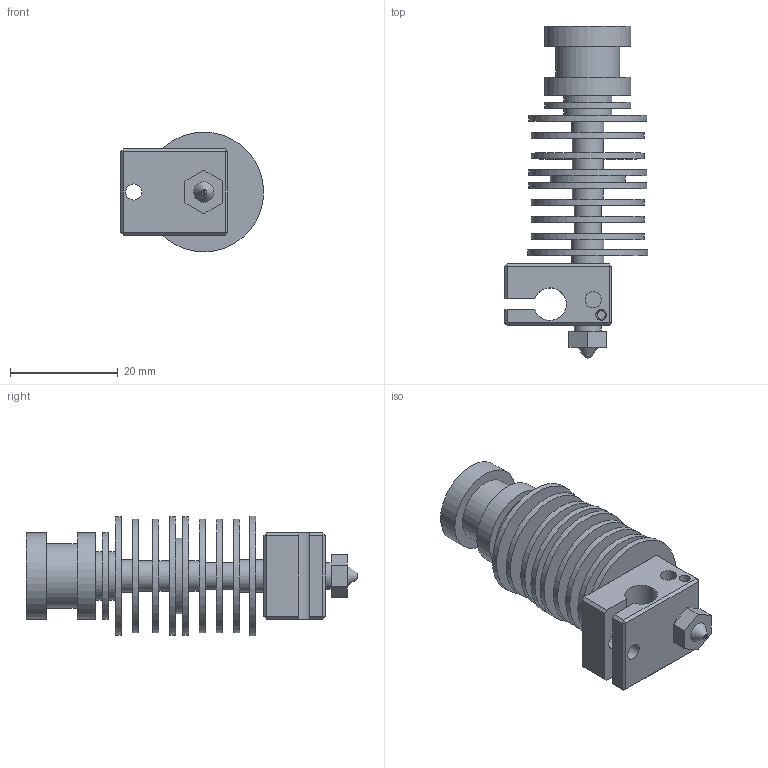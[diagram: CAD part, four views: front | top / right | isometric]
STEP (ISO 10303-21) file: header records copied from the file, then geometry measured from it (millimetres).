
FILE_DESCRIPTION((''),'2;1');
FILE_NAME('mylite6.stp','2016-08-13T16:48:34',('LAPIS-FB'),(''),'Autodesk Inventor 2013','Autodesk Inventor 2013','');
FILE_SCHEMA(('AUTOMOTIVE_DESIGN { 1 0 10303 214 1 1 1 1 }'));
Length unit declared in the file: millimetre
Products named in the file (3): Assembly1; parte_sotto_lite6; corpo_lite6
Assembly tree (2 placements, depth 2):
  Assembly1
    parte_sotto_lite6
    corpo_lite6
Bounding box: 26.63 x 61.7 x 22.27 mm (x, y, z)
Volume: 9034.9 mm3; surface area: 11115.1 mm2
Topology: 2 solids, 2 shells, 105 faces, 188 edges, 117 vertices
Faces by surface type: plane 69, cylinder 34, cone 2
Full cylindrical faces by diameter (mm): 0.4 x1, 1.55 x1, 2 x1, 3 x3, 4 x1, 5 x3, 5.7 x3, 6 x3, 8 x1, 9 x2, 11.98 x1, 14 x1, 16 x3, 21.05 x2, 21.07 x3, 21.95 x2, 21.97 x1, 22.27 x1
Entity records: 2456 total; most frequent: DIRECTION 442, CARTESIAN_POINT 378, ORIENTED_EDGE 304, AXIS2_PLACEMENT_3D 180, EDGE_LOOP 176, EDGE_CURVE 152, VERTEX_POINT 116, FACE_OUTER_BOUND 105
